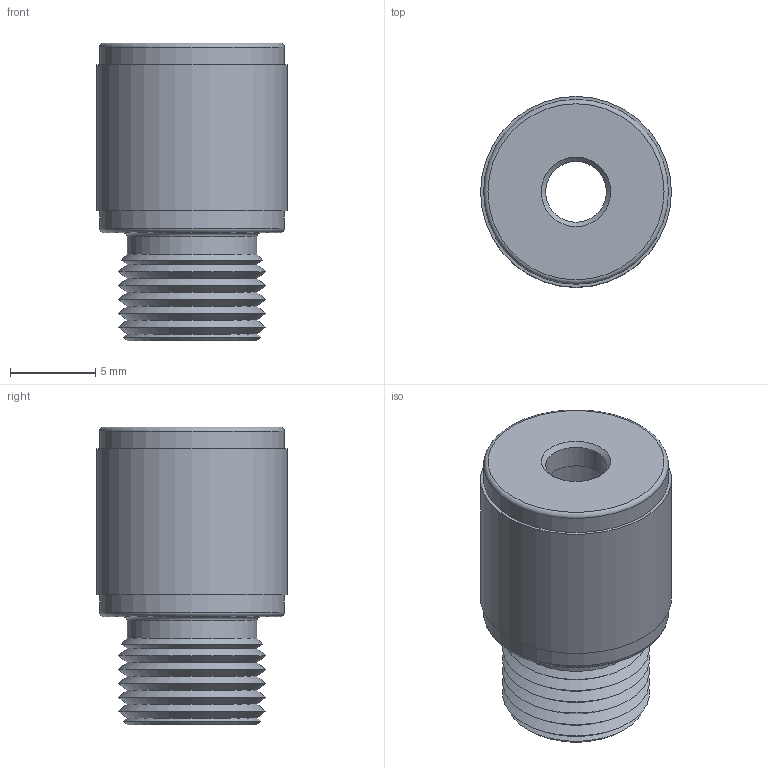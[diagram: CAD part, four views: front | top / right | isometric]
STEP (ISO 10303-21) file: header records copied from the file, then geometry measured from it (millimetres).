
FILE_DESCRIPTION(/* description */ ('STEP AP214'),/* implementation_level */ '2;1');
FILE_NAME(/* name */ 'DLSMC1-M.stp',/* time_stamp */ '2021-01-12T15:27:14+01:00',/* author */ ('sh'),/* organization */ (''),/* preprocessor_version */ 'ST-DEVELOPER v17.2',/* originating_system */ 'Autodesk Inventor 2019',/* authorisation */ '');
FILE_SCHEMA (('AUTOMOTIVE_DESIGN { 1 0 10303 214 3 1 1 }'));
Length unit declared in the file: inch
Products named in the file (1): 01308401
Bounding box: 11.18 x 11.18 x 17.45 mm (x, y, z)
Volume: 830 mm3; surface area: 1131 mm2
Topology: 1 solids, 1 shells, 31 faces, 87 edges, 62 vertices
Faces by surface type: cone 15, cylinder 6, plane 6, torus 4
Full cylindrical faces by diameter (mm): 3.556 x1, 6.604 x1, 7.595 x1, 10.82 x2, 11.176 x1
Entity records: 1144 total; most frequent: DIRECTION 217, CARTESIAN_POINT 181, ORIENTED_EDGE 174, AXIS2_PLACEMENT_3D 98, EDGE_CURVE 87, CIRCLE 66, VERTEX_POINT 62, EDGE_LOOP 37
